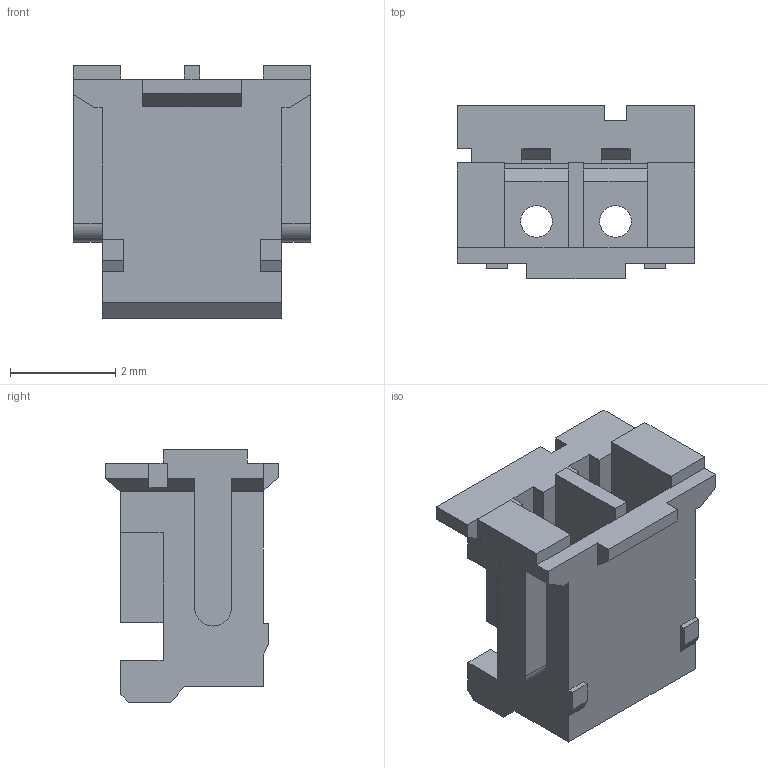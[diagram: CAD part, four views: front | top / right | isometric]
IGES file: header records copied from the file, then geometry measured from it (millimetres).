
Start section:  PTC IGES file: js-1173-02.igs
Global section: file name: js-1173-02.igs; native system: Pro/ENGINEER by Parametric Technology Corporation; preprocessor: 2007450; author: user; organization: Unknown; date: 20130307.094338; units: millimetre
Bounding box: 4.5 x 3.3 x 4.8 mm (x, y, z)
Surface area: 139.7 mm2 (no closed solid volume)
Topology: 0 solids, 0 shells, 114 faces, 648 edges, 648 vertices
Faces by surface type: bspline 108, revolution 6
